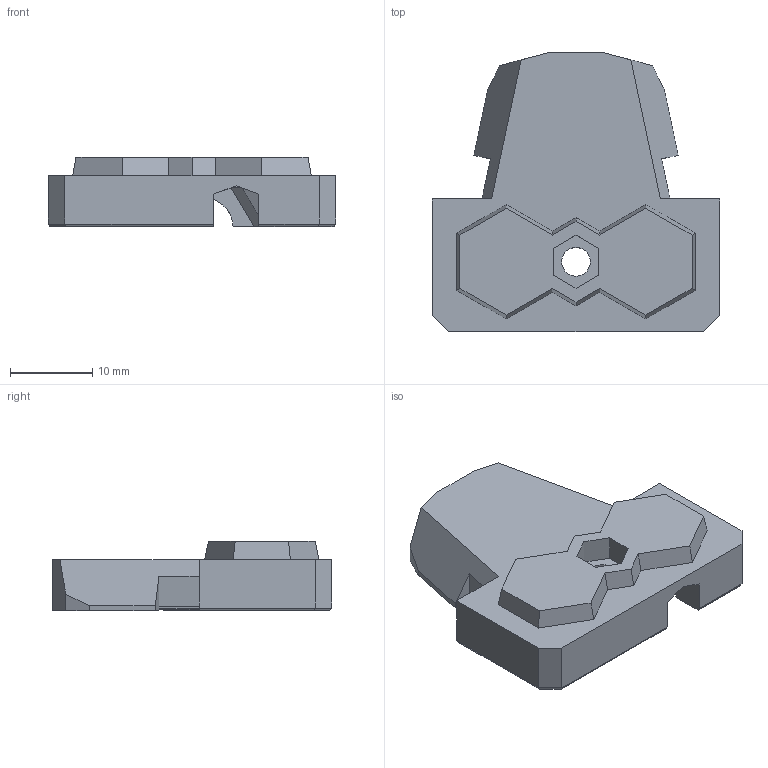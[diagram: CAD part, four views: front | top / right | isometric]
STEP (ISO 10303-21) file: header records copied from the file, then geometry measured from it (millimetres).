
FILE_DESCRIPTION(/* description */ (''),/* implementation_level */ '2;1');
FILE_NAME(/* name */ 'MINI-heatbed-cable-cover-bottom.stp',/* time_stamp */ '2020-02-25T13:40:00+01:00',/* author */ ('Robert Turinsky'),/* organization */ (''),/* preprocessor_version */ 'ST-DEVELOPER v17.2',/* originating_system */ 'Autodesk Inventor 2019',/* authorisation */ '');
FILE_SCHEMA (('AUTOMOTIVE_DESIGN { 1 0 10303 214 3 1 1 }'));
Length unit declared in the file: millimetre
Products named in the file (1): heatbed-cable-cover-bottom
Bounding box: 35 x 34 x 8.5 mm (x, y, z)
Volume: 3623.1 mm3; surface area: 3455.5 mm2
Topology: 1 solids, 1 shells, 93 faces, 259 edges, 170 vertices
Faces by surface type: plane 83, cylinder 7, cone 3
Full cylindrical faces by diameter (mm): 3.5 x1
Entity records: 2981 total; most frequent: CARTESIAN_POINT 525, ORIENTED_EDGE 518, DIRECTION 474, EDGE_CURVE 259, LINE 230, VECTOR 230, VERTEX_POINT 170, AXIS2_PLACEMENT_3D 122
